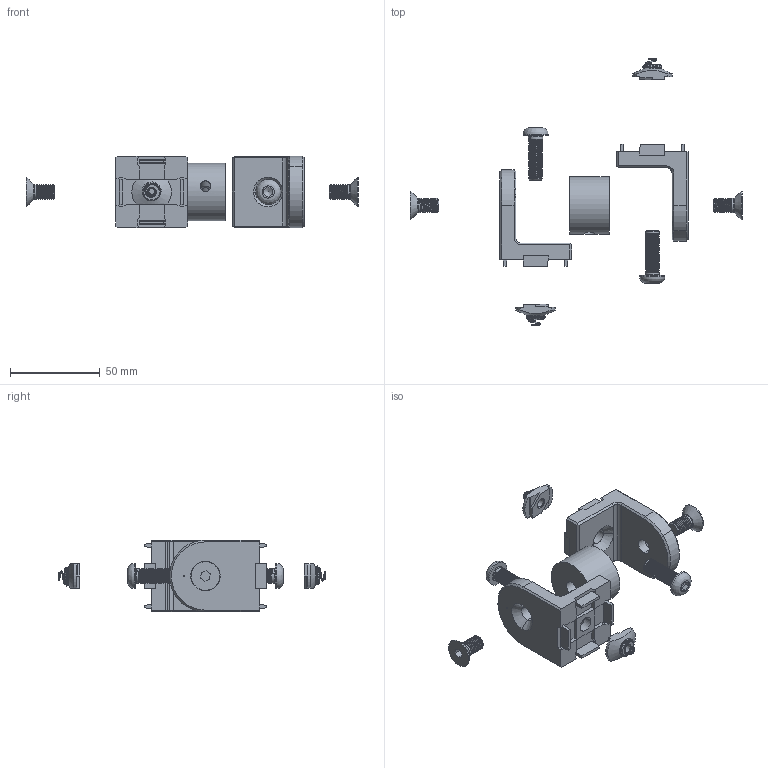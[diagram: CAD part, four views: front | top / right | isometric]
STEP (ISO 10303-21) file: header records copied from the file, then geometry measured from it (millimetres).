
FILE_DESCRIPTION(/* description */ (''),/* implementation_level */ '2;1');
FILE_NAME(/* name */ 'CES 14.stp',/* time_stamp */ '2016-10-14T16:28:14+01:00',/* author */ ('kevin'),/* organization */ (''),/* preprocessor_version */ 'ST-DEVELOPER v15.2',/* originating_system */ 'Autodesk Inventor 2014',/* authorisation */ '');
FILE_SCHEMA (('AUTOMOTIVE_DESIGN { 1 0 10303 214 3 1 1 }'));
Length unit declared in the file: millimetre
Products named in the file (8): CES 141; CES 142; M8x16; M8x1.25; FTS 6; FTS-S; CES14
Bounding box: 185 x 148.75 x 40 mm (x, y, z)
Volume: 73384.9 mm3; surface area: 29827 mm2
Topology: 11 solids, 11 shells, 398 faces, 1000 edges, 624 vertices
Faces by surface type: plane 238, cylinder 92, cone 42, bspline 16, torus 10
Full cylindrical faces by diameter (mm): 4.917 x2, 6 x2, 8 x49, 8.8 x2, 9.8 x2, 14 x2, 16 x2, 32 x1
Entity records: 24356 total; most frequent: CARTESIAN_POINT 20048, DIRECTION 838, ORIENTED_EDGE 818, EDGE_CURVE 409, LINE 308, VECTOR 308, VERTEX_POINT 267, AXIS2_PLACEMENT_3D 265
